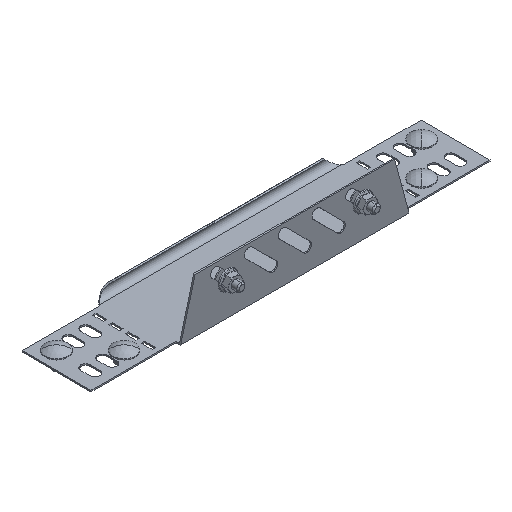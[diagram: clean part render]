
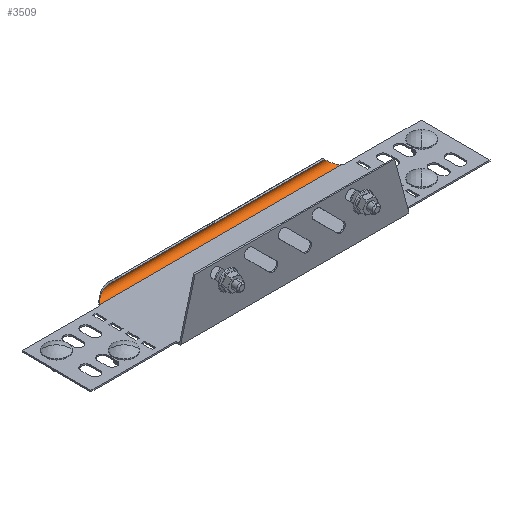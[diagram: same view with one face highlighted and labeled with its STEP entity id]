
A CAD part, isometric view. The second image highlights one B-rep face of the part: STEP entity #3509.
In plain terms, the highlighted cylindrical face has radius 4 mm (diameter 8 mm), a partial arc.
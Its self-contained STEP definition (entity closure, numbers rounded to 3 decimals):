
#369 = CARTESIAN_POINT ( 'NONE',  ( -80.032, 58.343, 7.232 ) ) ;
#386 = VERTEX_POINT ( 'NONE', #5765 ) ;
#580 = CARTESIAN_POINT ( 'NONE',  ( 80.915, 58.713, 6.539 ) ) ;
#801 = DIRECTION ( 'NONE',  ( -1., 0., 0. ) ) ;
#821 = CARTESIAN_POINT ( 'NONE',  ( 147.5, 57.828, 7.828 ) ) ;
#825 = CARTESIAN_POINT ( 'NONE',  ( -86.659, 57.549, 1.892 ) ) ;
#855 = CARTESIAN_POINT ( 'NONE',  ( -89.309, 55.393, 1. ) ) ;
#895 = CARTESIAN_POINT ( 'NONE',  ( 83.566, 58.942, 4.217 ) ) ;
#1149 = CARTESIAN_POINT ( 'NONE',  ( 82.683, 59.019, 4.999 ) ) ;
#1276 = CARTESIAN_POINT ( 'NONE',  ( 86.659, 57.549, 1.892 ) ) ;
#1391 = CARTESIAN_POINT ( 'NONE',  ( -83.566, 58.942, 4.217 ) ) ;
#1444 = ORIENTED_EDGE ( 'NONE', *, *, #3072, .T. ) ;
#1452 = CARTESIAN_POINT ( 'NONE',  ( 89.751, 55., 1. ) ) ;
#1520 = CARTESIAN_POINT ( 'NONE',  ( 81.357, 58.847, 6.166 ) ) ;
#1590 = VERTEX_POINT ( 'NONE', #5753 ) ;
#1747 = ORIENTED_EDGE ( 'NONE', *, *, #5072, .F. ) ;
#1868 = CARTESIAN_POINT ( 'NONE',  ( 84.008, 58.846, 3.832 ) ) ;
#1915 = CARTESIAN_POINT ( 'NONE',  ( -84.008, 58.846, 3.832 ) ) ;
#1960 = CARTESIAN_POINT ( 'NONE',  ( -86.217, 57.843, 2.159 ) ) ;
#2017 = CARTESIAN_POINT ( 'NONE',  ( 79.59, 58.106, 7.551 ) ) ;
#2078 = VERTEX_POINT ( 'NONE', #6746 ) ;
#2098 = VERTEX_POINT ( 'NONE', #1452 ) ;
#2182 = CARTESIAN_POINT ( 'NONE',  ( 147.5, 55., 1. ) ) ;
#2261 = VECTOR ( 'NONE', #801, 1000. ) ;
#2897 = CARTESIAN_POINT ( 'NONE',  ( 85.333, 58.341, 2.766 ) ) ;
#3072 = EDGE_CURVE ( 'NONE', #2098, #2078, #3319, .T. ) ;
#3212 = AXIS2_PLACEMENT_3D ( 'NONE', #6732, #6779, #5997 ) ;
#3319 = B_SPLINE_CURVE_WITH_KNOTS ( 'NONE', 3,
 ( #6520, #5472, #6011, #5019, #5561, #1276, #6033, #2897, #4951, #1868, #895, #1149, #5171, #1520, #580, #4768, #2017, #6188 ),
 .UNSPECIFIED., .F., .F.,
 ( 4, 2, 2, 2, 2, 2, 2, 2, 4 ),
 ( 0., 0.125, 0.25, 0.375, 0.5, 0.625, 0.75, 0.875, 1. ),
 .UNSPECIFIED. ) ;
#3366 = B_SPLINE_CURVE_WITH_KNOTS ( 'NONE', 3,
 ( #4032, #4550, #369, #6126, #4083, #6078, #6581, #1391, #1915, #3989, #6649, #1960, #825, #4501, #6607, #3482, #855, #5581 ),
 .UNSPECIFIED., .F., .F.,
 ( 4, 2, 2, 2, 2, 2, 2, 2, 4 ),
 ( 0., 0.125, 0.25, 0.375, 0.5, 0.625, 0.75, 0.875, 1. ),
 .UNSPECIFIED. ) ;
#3476 = ORIENTED_EDGE ( 'NONE', *, *, #5543, .T. ) ;
#3482 = CARTESIAN_POINT ( 'NONE',  ( -88.868, 55.785, 1.058 ) ) ;
#3509 = ADVANCED_FACE ( 'NONE', ( #6543 ), #6785, .F. ) ;
#3989 = CARTESIAN_POINT ( 'NONE',  ( -84.891, 58.545, 3.106 ) ) ;
#4032 = CARTESIAN_POINT ( 'NONE',  ( -79.148, 57.828, 7.828 ) ) ;
#4083 = CARTESIAN_POINT ( 'NONE',  ( -81.357, 58.847, 6.166 ) ) ;
#4085 = LINE ( 'NONE', #821, #2261 ) ;
#4501 = CARTESIAN_POINT ( 'NONE',  ( -87.542, 56.896, 1.456 ) ) ;
#4550 = CARTESIAN_POINT ( 'NONE',  ( -79.59, 58.106, 7.551 ) ) ;
#4768 = CARTESIAN_POINT ( 'NONE',  ( 80.032, 58.343, 7.232 ) ) ;
#4951 = CARTESIAN_POINT ( 'NONE',  ( 84.891, 58.545, 3.106 ) ) ;
#5019 = CARTESIAN_POINT ( 'NONE',  ( 87.984, 56.537, 1.286 ) ) ;
#5072 = EDGE_CURVE ( 'NONE', #2098, #1590, #5316, .T. ) ;
#5114 = EDGE_LOOP ( 'NONE', ( #5707, #1747, #1444, #3476 ) ) ;
#5171 = CARTESIAN_POINT ( 'NONE',  ( 82.241, 59., 5.395 ) ) ;
#5270 = EDGE_CURVE ( 'NONE', #386, #1590, #3366, .T. ) ;
#5316 = LINE ( 'NONE', #2182, #6535 ) ;
#5472 = CARTESIAN_POINT ( 'NONE',  ( 89.309, 55.393, 1. ) ) ;
#5543 = EDGE_CURVE ( 'NONE', #2078, #386, #4085, .T. ) ;
#5561 = CARTESIAN_POINT ( 'NONE',  ( 87.542, 56.896, 1.456 ) ) ;
#5581 = CARTESIAN_POINT ( 'NONE',  ( -89.751, 55., 1. ) ) ;
#5707 = ORIENTED_EDGE ( 'NONE', *, *, #5270, .T. ) ;
#5753 = CARTESIAN_POINT ( 'NONE',  ( -89.751, 55., 1. ) ) ;
#5765 = CARTESIAN_POINT ( 'NONE',  ( -79.148, 57.828, 7.828 ) ) ;
#5997 = DIRECTION ( 'NONE',  ( 0., 0., 1. ) ) ;
#6011 = CARTESIAN_POINT ( 'NONE',  ( 88.868, 55.785, 1.058 ) ) ;
#6033 = CARTESIAN_POINT ( 'NONE',  ( 86.217, 57.843, 2.159 ) ) ;
#6078 = CARTESIAN_POINT ( 'NONE',  ( -82.241, 59., 5.395 ) ) ;
#6126 = CARTESIAN_POINT ( 'NONE',  ( -80.915, 58.713, 6.539 ) ) ;
#6188 = CARTESIAN_POINT ( 'NONE',  ( 79.148, 57.828, 7.828 ) ) ;
#6423 = DIRECTION ( 'NONE',  ( -1., 0., 0. ) ) ;
#6520 = CARTESIAN_POINT ( 'NONE',  ( 89.751, 55., 1. ) ) ;
#6535 = VECTOR ( 'NONE', #6423, 1000. ) ;
#6543 = FACE_OUTER_BOUND ( 'NONE', #5114, .T. ) ;
#6581 = CARTESIAN_POINT ( 'NONE',  ( -82.683, 59.019, 4.999 ) ) ;
#6607 = CARTESIAN_POINT ( 'NONE',  ( -87.984, 56.537, 1.286 ) ) ;
#6649 = CARTESIAN_POINT ( 'NONE',  ( -85.333, 58.341, 2.766 ) ) ;
#6732 = CARTESIAN_POINT ( 'NONE',  ( 179.818, 55., 5. ) ) ;
#6746 = CARTESIAN_POINT ( 'NONE',  ( 79.148, 57.828, 7.828 ) ) ;
#6779 = DIRECTION ( 'NONE',  ( -1., 0., 0. ) ) ;
#6785 = CYLINDRICAL_SURFACE ( 'NONE', #3212, 4. ) ;
